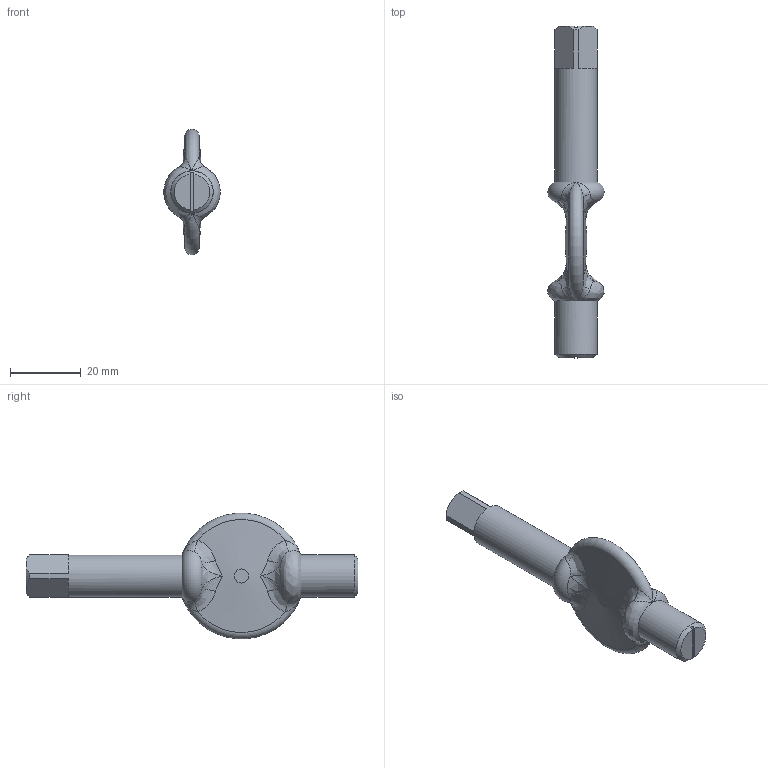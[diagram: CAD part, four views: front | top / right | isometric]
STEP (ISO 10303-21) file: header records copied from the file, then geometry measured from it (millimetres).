
FILE_DESCRIPTION((''),'2;1');
FILE_NAME('57501112X.stp','2010-10-21T13:30:20',('thilbrands'),(''),'Autodesk Inventor 2008','Autodesk Inventor 2008','');
FILE_SCHEMA(('AUTOMOTIVE_DESIGN { 1 0 10303 214 1 1 1 1 }'));
Length unit declared in the file: millimetre
Products named in the file (1): 57501100X
Bounding box: 15.96 x 94 x 35.55 mm (x, y, z)
Volume: 12209.3 mm3; surface area: 5072.2 mm2
Topology: 1 solids, 1 shells, 72 faces, 186 edges, 101 vertices
Faces by surface type: bspline 33, plane 23, cone 9, torus 4, cylinder 2, sphere 1
Full cylindrical faces by diameter (mm): 12 x2
Entity records: 4444 total; most frequent: CARTESIAN_POINT 3076, ORIENTED_EDGE 310, DIRECTION 224, EDGE_CURVE 155, AXIS2_PLACEMENT_3D 98, VERTEX_POINT 95, EDGE_LOOP 80, FACE_OUTER_BOUND 71
